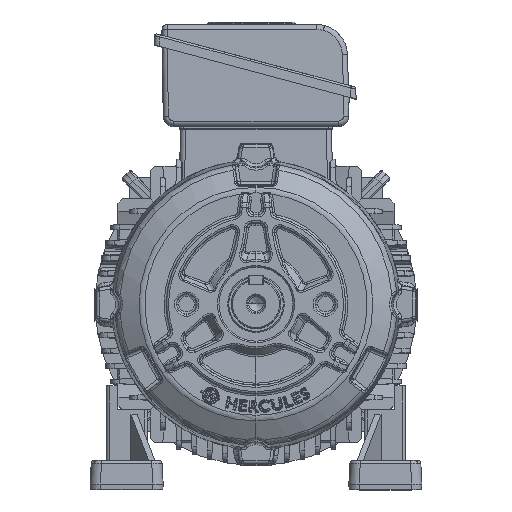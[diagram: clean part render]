
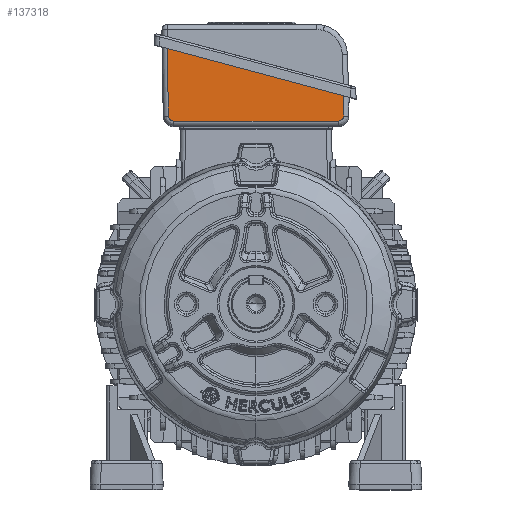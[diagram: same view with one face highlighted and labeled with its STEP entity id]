
A CAD part, top view. The second image highlights one B-rep face of the part: STEP entity #137318.
In plain terms, the highlighted face is planar.
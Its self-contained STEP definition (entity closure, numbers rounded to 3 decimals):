
#1885 = CARTESIAN_POINT ( 'NONE',  ( 87.981, 83.084, 7.584 ) ) ;
#12884 = DIRECTION ( 'NONE',  ( -0.005, 1., 0. ) ) ;
#14090 = VECTOR ( 'NONE', #96701, 1000. ) ;
#14276 = CARTESIAN_POINT ( 'NONE',  ( 87.994, 80.196, 7.584 ) ) ;
#15194 = LINE ( 'NONE', #109524, #69961 ) ;
#16451 =( BOUNDED_CURVE ( )  B_SPLINE_CURVE ( 3, ( #117864, #104623, #36756, #21761 ),
 .UNSPECIFIED., .F., .T. ) 
 B_SPLINE_CURVE_WITH_KNOTS ( ( 4, 4 ),
 ( 1.85, 3.403 ),
 .UNSPECIFIED. ) 
 CURVE ( )  GEOMETRIC_REPRESENTATION_ITEM ( )  RATIONAL_B_SPLINE_CURVE ( ( 1., 0.809, 0.809, 1. ) ) 
 REPRESENTATION_ITEM ( '' )  );
#21761 = CARTESIAN_POINT ( 'NONE',  ( 88.719, -80.15, 7.584 ) ) ;
#25630 = CARTESIAN_POINT ( 'NONE',  ( 87.889, 85.195, 12.497 ) ) ;
#27483 = ORIENTED_EDGE ( 'NONE', *, *, #73990, .F. ) ;
#28234 = CARTESIAN_POINT ( 'NONE',  ( 87.994, 80.196, 7.584 ) ) ;
#34349 = VERTEX_POINT ( 'NONE', #110976 ) ;
#36756 = CARTESIAN_POINT ( 'NONE',  ( 88.732, -83.039, 7.584 ) ) ;
#40859 = DIRECTION ( 'NONE',  ( 0.017, 0., -1. ) ) ;
#43118 = VECTOR ( 'NONE', #12884, 1000. ) ;
#45253 = EDGE_CURVE ( 'NONE', #77585, #34349, #15194, .T. ) ;
#52527 = CARTESIAN_POINT ( 'NONE',  ( 87.994, 80.173, 7.584 ) ) ;
#56015 = EDGE_CURVE ( 'NONE', #118505, #77585, #139421, .T. ) ;
#58428 = ORIENTED_EDGE ( 'NONE', *, *, #56015, .T. ) ;
#64763 = EDGE_LOOP ( 'NONE', ( #27483, #149707, #160430, #104493, #58428, #125118 ) ) ;
#65468 = DIRECTION ( 'NONE',  ( -0.017, 0.017, 1. ) ) ;
#68017 = CARTESIAN_POINT ( 'NONE',  ( 87.938, 85.144, 9.609 ) ) ;
#69961 = VECTOR ( 'NONE', #65468, 1000. ) ;
#73990 = EDGE_CURVE ( 'NONE', #123162, #34349, #135557, .T. ) ;
#77585 = VERTEX_POINT ( 'NONE', #25630 ) ;
#81388 = CARTESIAN_POINT ( 'NONE',  ( 87.5, 12.221, 55.11 ) ) ;
#83829 = CARTESIAN_POINT ( 'NONE',  ( 87.889, 85.195, 12.497 ) ) ;
#86143 = DIRECTION ( 'NONE',  ( 0.017, 0.017, -1. ) ) ;
#96701 = DIRECTION ( 'NONE',  ( 0., 0.966, -0.259 ) ) ;
#99371 = LINE ( 'NONE', #153149, #107428 ) ;
#100117 = CARTESIAN_POINT ( 'NONE',  ( 88.719, -80.15, 7.584 ) ) ;
#104493 = ORIENTED_EDGE ( 'NONE', *, *, #141076, .T. ) ;
#104623 = CARTESIAN_POINT ( 'NONE',  ( 88.707, -85.099, 9.609 ) ) ;
#106137 = DIRECTION ( 'NONE',  ( 1., 0.005, 0.017 ) ) ;
#107428 = VECTOR ( 'NONE', #86143, 1000. ) ;
#109524 = CARTESIAN_POINT ( 'NONE',  ( 87.189, 85.916, 53.818 ) ) ;
#110976 = CARTESIAN_POINT ( 'NONE',  ( 87.5, 85.595, 35.449 ) ) ;
#115557 = CARTESIAN_POINT ( 'NONE',  ( 88.658, -85.15, 12.497 ) ) ;
#117864 = CARTESIAN_POINT ( 'NONE',  ( 88.658, -85.15, 12.497 ) ) ;
#118505 = VERTEX_POINT ( 'NONE', #28234 ) ;
#123162 = VERTEX_POINT ( 'NONE', #128225 ) ;
#125118 = ORIENTED_EDGE ( 'NONE', *, *, #45253, .T. ) ;
#128225 = CARTESIAN_POINT ( 'NONE',  ( 87.5, -86.355, 81.523 ) ) ;
#130350 = VERTEX_POINT ( 'NONE', #115557 ) ;
#135557 = LINE ( 'NONE', #152211, #14090 ) ;
#137318 = ADVANCED_FACE ( 'NONE', ( #173167 ), #159058, .T. ) ;
#139421 =( BOUNDED_CURVE ( )  B_SPLINE_CURVE ( 3, ( #14276, #1885, #68017, #83829 ),
 .UNSPECIFIED., .F., .T. ) 
 B_SPLINE_CURVE_WITH_KNOTS ( ( 4, 4 ),
 ( 3.403, 4.957 ),
 .UNSPECIFIED. ) 
 CURVE ( )  GEOMETRIC_REPRESENTATION_ITEM ( )  RATIONAL_B_SPLINE_CURVE ( ( 1., 0.809, 0.809, 1. ) ) 
 REPRESENTATION_ITEM ( '' )  );
#141076 = EDGE_CURVE ( 'NONE', #159434, #118505, #173359, .T. ) ;
#149707 = ORIENTED_EDGE ( 'NONE', *, *, #154635, .T. ) ;
#152211 = CARTESIAN_POINT ( 'NONE',  ( 87.5, 12.221, 55.11 ) ) ;
#153149 = CARTESIAN_POINT ( 'NONE',  ( 88.66, -85.148, 12.413 ) ) ;
#154635 = EDGE_CURVE ( 'NONE', #123162, #130350, #99371, .T. ) ;
#155512 = EDGE_CURVE ( 'NONE', #130350, #159434, #16451, .T. ) ;
#159058 = PLANE ( 'NONE',  #164003 ) ;
#159434 = VERTEX_POINT ( 'NONE', #100117 ) ;
#160430 = ORIENTED_EDGE ( 'NONE', *, *, #155512, .T. ) ;
#164003 = AXIS2_PLACEMENT_3D ( 'NONE', #81388, #106137, #40859 ) ;
#173167 = FACE_OUTER_BOUND ( 'NONE', #64763, .T. ) ;
#173359 = LINE ( 'NONE', #52527, #43118 ) ;
